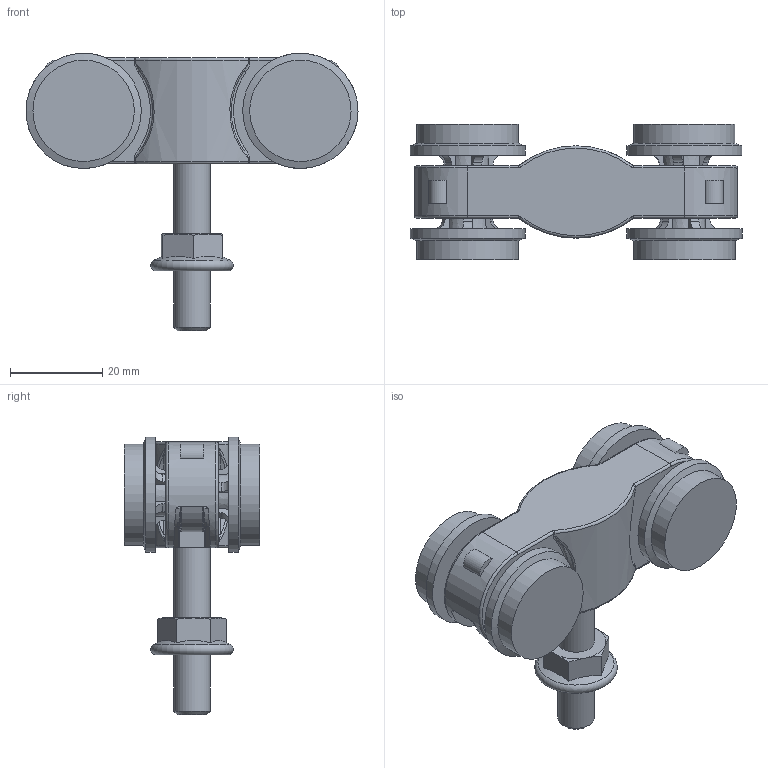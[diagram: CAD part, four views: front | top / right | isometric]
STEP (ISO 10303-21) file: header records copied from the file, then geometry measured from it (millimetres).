
FILE_DESCRIPTION(/* description */ (''),/* implementation_level */ '2;1');
FILE_NAME(/* name */ '11280XA4.stp',/* time_stamp */ '2022-10-21T15:35:53+02:00',/* author */ ('Giuliano'),/* organization */ (''),/* preprocessor_version */ 'ST-DEVELOPER v18.1',/* originating_system */ 'Autodesk Inventor 2021',/* authorisation */ '');
FILE_SCHEMA (('AUTOMOTIVE_DESIGN { 1 0 10303 214 3 1 1 }'));
Length unit declared in the file: millimetre
Products named in the file (1): Pièce1
Bounding box: 72 x 29.4 x 60.2 mm (x, y, z)
Volume: 32816.3 mm3; surface area: 14450.7 mm2
Topology: 1 solids, 1 shells, 311 faces, 819 edges, 524 vertices
Faces by surface type: plane 146, cylinder 96, cone 32, torus 25, bspline 12
Full cylindrical faces by diameter (mm): 5 x4, 8 x2, 22 x4, 25 x4
Entity records: 10040 total; most frequent: CARTESIAN_POINT 2328, ORIENTED_EDGE 1638, DIRECTION 1620, EDGE_CURVE 819, AXIS2_PLACEMENT_3D 597, VERTEX_POINT 524, LINE 426, VECTOR 426
